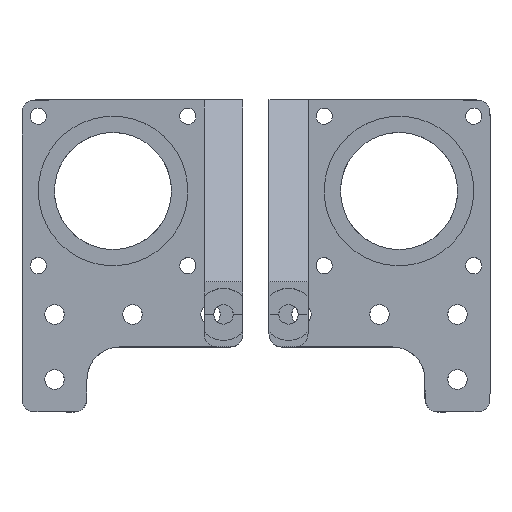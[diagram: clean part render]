
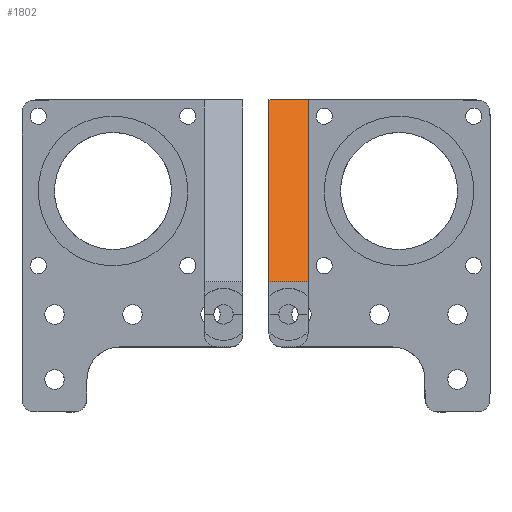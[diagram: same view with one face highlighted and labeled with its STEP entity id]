
A CAD part, top view. The second image highlights one B-rep face of the part: STEP entity #1802.
In plain terms, the highlighted free-form (B-spline) face has degree [1, 1] with [2, 2] control points.
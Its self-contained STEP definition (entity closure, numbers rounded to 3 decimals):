
#24 = VERTEX_POINT('',#25);
#25 = CARTESIAN_POINT('',(2.,20.,6.));
#57 = ( BOUNDED_SURFACE() B_SPLINE_SURFACE(1,2,(
    (#58,#59,#60,#61,#62,#63,#64,#65,#66,#67,#68,#69,#70,#71,#72)
    ,(#73,#74,#75,#76,#77,#78,#79,#80,#81,#82,#83,#84,#85,#86,#87
)),.UNSPECIFIED.,.F.,.F.,.F.) B_SPLINE_SURFACE_WITH_KNOTS((2,2),(3,2,2,2
    ,2,2,2,3),(0.,2.),(493.566,496.566,499.708,
    505.708,508.85,552.85,555.991,
587.991),.UNSPECIFIED.) GEOMETRIC_REPRESENTATION_ITEM() 
RATIONAL_B_SPLINE_SURFACE((
    (1.,1.,1.,0.707,1.,1.,1.,0.707,1.,1.,1.
      ,0.707,1.,1.,1.)
    ,(1.,1.,1.,0.707,1.,1.,1.,0.707,1.,1.,1.
,0.707,1.,1.,1.))) REPRESENTATION_ITEM('') SURFACE() );
#58 = CARTESIAN_POINT('',(26.,-23.,6.));
#59 = CARTESIAN_POINT('',(26.,-24.5,6.));
#60 = CARTESIAN_POINT('',(26.,-26.,6.));
#61 = CARTESIAN_POINT('',(26.,-28.,6.));
#62 = CARTESIAN_POINT('',(28.,-28.,6.));
#63 = CARTESIAN_POINT('',(31.,-28.,6.));
#64 = CARTESIAN_POINT('',(34.,-28.,6.));
#65 = CARTESIAN_POINT('',(36.,-28.,6.));
#66 = CARTESIAN_POINT('',(36.,-26.,6.));
#67 = CARTESIAN_POINT('',(36.,-4.,6.));
#68 = CARTESIAN_POINT('',(36.,18.,6.));
#69 = CARTESIAN_POINT('',(36.,20.,6.));
#70 = CARTESIAN_POINT('',(34.,20.,6.));
#71 = CARTESIAN_POINT('',(18.,20.,6.));
#72 = CARTESIAN_POINT('',(2.,20.,6.));
#73 = CARTESIAN_POINT('',(26.,-23.,4.));
#74 = CARTESIAN_POINT('',(26.,-24.5,4.));
#75 = CARTESIAN_POINT('',(26.,-26.,4.));
#76 = CARTESIAN_POINT('',(26.,-28.,4.));
#77 = CARTESIAN_POINT('',(28.,-28.,4.));
#78 = CARTESIAN_POINT('',(31.,-28.,4.));
#79 = CARTESIAN_POINT('',(34.,-28.,4.));
#80 = CARTESIAN_POINT('',(36.,-28.,4.));
#81 = CARTESIAN_POINT('',(36.,-26.,4.));
#82 = CARTESIAN_POINT('',(36.,-4.,4.));
#83 = CARTESIAN_POINT('',(36.,18.,4.));
#84 = CARTESIAN_POINT('',(36.,20.,4.));
#85 = CARTESIAN_POINT('',(34.,20.,4.));
#86 = CARTESIAN_POINT('',(18.,20.,4.));
#87 = CARTESIAN_POINT('',(2.,20.,4.));
#212 = PLANE('',#213);
#213 = AXIS2_PLACEMENT_3D('',#214,#215,#216);
#214 = CARTESIAN_POINT('',(2.,-8.,6.));
#215 = DIRECTION('',(-1.,0.,0.));
#216 = DIRECTION('',(0.,1.,0.));
#290 = EDGE_CURVE('',#291,#24,#293,.T.);
#291 = VERTEX_POINT('',#292);
#292 = CARTESIAN_POINT('',(8.,20.,6.));
#293 = SURFACE_CURVE('',#294,(#298,#304),.PCURVE_S1.);
#294 = LINE('',#295,#296);
#295 = CARTESIAN_POINT('',(2.,20.,6.));
#296 = VECTOR('',#297,1.);
#297 = DIRECTION('',(-1.,0.,0.));
#298 = PCURVE('',#57,#299);
#299 = DEFINITIONAL_REPRESENTATION('',(#300),#303);
#300 = B_SPLINE_CURVE_WITH_KNOTS('',1,(#301,#302),.UNSPECIFIED.,.F.,.F.,
  (2,2),(-6.,0.),.PIECEWISE_BEZIER_KNOTS.);
#301 = CARTESIAN_POINT('',(0.,581.991));
#302 = CARTESIAN_POINT('',(0.,587.991));
#303 = ( GEOMETRIC_REPRESENTATION_CONTEXT(2) 
PARAMETRIC_REPRESENTATION_CONTEXT() REPRESENTATION_CONTEXT('2D SPACE',''
  ) );
#304 = PCURVE('',#305,#310);
#305 = B_SPLINE_SURFACE_WITH_KNOTS('',1,1,(
    (#306,#307)
    ,(#308,#309
    )),.UNSPECIFIED.,.F.,.F.,.F.,(2,2),(2,2),(-68.249,-36.),(0.,
    6.),.PIECEWISE_BEZIER_KNOTS.);
#306 = CARTESIAN_POINT('',(2.,20.,6.));
#307 = CARTESIAN_POINT('',(8.,20.,6.));
#308 = CARTESIAN_POINT('',(2.,-8.,22.));
#309 = CARTESIAN_POINT('',(8.,-8.,22.));
#310 = DEFINITIONAL_REPRESENTATION('',(#311),#314);
#311 = B_SPLINE_CURVE_WITH_KNOTS('',1,(#312,#313),.UNSPECIFIED.,.F.,.F.,
  (2,2),(-6.,0.),.PIECEWISE_BEZIER_KNOTS.);
#312 = CARTESIAN_POINT('',(-68.249,6.));
#313 = CARTESIAN_POINT('',(-68.249,0.));
#314 = ( GEOMETRIC_REPRESENTATION_CONTEXT(2) 
PARAMETRIC_REPRESENTATION_CONTEXT() REPRESENTATION_CONTEXT('2D SPACE',''
  ) );
#1527 = PLANE('',#1528);
#1528 = AXIS2_PLACEMENT_3D('',#1529,#1530,#1531);
#1529 = CARTESIAN_POINT('',(8.,-8.,6.));
#1530 = DIRECTION('',(1.,-0.,0.));
#1531 = DIRECTION('',(0.,0.,-1.));
#1802 = ADVANCED_FACE('',(#1803),#305,.T.);
#1803 = FACE_BOUND('',#1804,.T.);
#1804 = EDGE_LOOP('',(#1805,#1825,#1851,#1869));
#1805 = ORIENTED_EDGE('',*,*,#1806,.F.);
#1806 = EDGE_CURVE('',#1807,#24,#1809,.T.);
#1807 = VERTEX_POINT('',#1808);
#1808 = CARTESIAN_POINT('',(2.,-8.,22.));
#1809 = SURFACE_CURVE('',#1810,(#1813,#1819),.PCURVE_S1.);
#1810 = B_SPLINE_CURVE_WITH_KNOTS('',1,(#1811,#1812),.UNSPECIFIED.,.F.,
  .F.,(2,2),(36.,68.249),.PIECEWISE_BEZIER_KNOTS.);
#1811 = CARTESIAN_POINT('',(2.,-8.,22.));
#1812 = CARTESIAN_POINT('',(2.,20.,6.));
#1813 = PCURVE('',#305,#1814);
#1814 = DEFINITIONAL_REPRESENTATION('',(#1815),#1818);
#1815 = B_SPLINE_CURVE_WITH_KNOTS('',1,(#1816,#1817),.UNSPECIFIED.,.F.,
  .F.,(2,2),(36.,68.249),.PIECEWISE_BEZIER_KNOTS.);
#1816 = CARTESIAN_POINT('',(-36.,0.));
#1817 = CARTESIAN_POINT('',(-68.249,0.));
#1818 = ( GEOMETRIC_REPRESENTATION_CONTEXT(2) 
PARAMETRIC_REPRESENTATION_CONTEXT() REPRESENTATION_CONTEXT('2D SPACE',''
  ) );
#1819 = PCURVE('',#212,#1820);
#1820 = DEFINITIONAL_REPRESENTATION('',(#1821),#1824);
#1821 = B_SPLINE_CURVE_WITH_KNOTS('',1,(#1822,#1823),.UNSPECIFIED.,.F.,
  .F.,(2,2),(36.,68.249),.PIECEWISE_BEZIER_KNOTS.);
#1822 = CARTESIAN_POINT('',(0.,-16.));
#1823 = CARTESIAN_POINT('',(28.,0.));
#1824 = ( GEOMETRIC_REPRESENTATION_CONTEXT(2) 
PARAMETRIC_REPRESENTATION_CONTEXT() REPRESENTATION_CONTEXT('2D SPACE',''
  ) );
#1825 = ORIENTED_EDGE('',*,*,#1826,.F.);
#1826 = EDGE_CURVE('',#1827,#1807,#1829,.T.);
#1827 = VERTEX_POINT('',#1828);
#1828 = CARTESIAN_POINT('',(8.,-8.,22.));
#1829 = SURFACE_CURVE('',#1830,(#1834,#1840),.PCURVE_S1.);
#1830 = LINE('',#1831,#1832);
#1831 = CARTESIAN_POINT('',(2.,-8.,22.));
#1832 = VECTOR('',#1833,1.);
#1833 = DIRECTION('',(-1.,0.,0.));
#1834 = PCURVE('',#305,#1835);
#1835 = DEFINITIONAL_REPRESENTATION('',(#1836),#1839);
#1836 = B_SPLINE_CURVE_WITH_KNOTS('',1,(#1837,#1838),.UNSPECIFIED.,.F.,
  .F.,(2,2),(-6.,0.),.PIECEWISE_BEZIER_KNOTS.);
#1837 = CARTESIAN_POINT('',(-36.,6.));
#1838 = CARTESIAN_POINT('',(-36.,0.));
#1839 = ( GEOMETRIC_REPRESENTATION_CONTEXT(2) 
PARAMETRIC_REPRESENTATION_CONTEXT() REPRESENTATION_CONTEXT('2D SPACE',''
  ) );
#1840 = PCURVE('',#1841,#1846);
#1841 = B_SPLINE_SURFACE_WITH_KNOTS('',1,1,(
    (#1842,#1843)
    ,(#1844,#1845
    )),.UNSPECIFIED.,.F.,.F.,.F.,(2,2),(2,2),(-36.,-26.),(0.,6.),
  .PIECEWISE_BEZIER_KNOTS.);
#1842 = CARTESIAN_POINT('',(2.,-8.,22.));
#1843 = CARTESIAN_POINT('',(8.,-8.,22.));
#1844 = CARTESIAN_POINT('',(2.,-18.,22.));
#1845 = CARTESIAN_POINT('',(8.,-18.,22.));
#1846 = DEFINITIONAL_REPRESENTATION('',(#1847),#1850);
#1847 = B_SPLINE_CURVE_WITH_KNOTS('',1,(#1848,#1849),.UNSPECIFIED.,.F.,
  .F.,(2,2),(-6.,0.),.PIECEWISE_BEZIER_KNOTS.);
#1848 = CARTESIAN_POINT('',(-36.,6.));
#1849 = CARTESIAN_POINT('',(-36.,0.));
#1850 = ( GEOMETRIC_REPRESENTATION_CONTEXT(2) 
PARAMETRIC_REPRESENTATION_CONTEXT() REPRESENTATION_CONTEXT('2D SPACE',''
  ) );
#1851 = ORIENTED_EDGE('',*,*,#1852,.T.);
#1852 = EDGE_CURVE('',#1827,#291,#1853,.T.);
#1853 = SURFACE_CURVE('',#1854,(#1857,#1863),.PCURVE_S1.);
#1854 = B_SPLINE_CURVE_WITH_KNOTS('',1,(#1855,#1856),.UNSPECIFIED.,.F.,
  .F.,(2,2),(36.,68.249),.PIECEWISE_BEZIER_KNOTS.);
#1855 = CARTESIAN_POINT('',(8.,-8.,22.));
#1856 = CARTESIAN_POINT('',(8.,20.,6.));
#1857 = PCURVE('',#305,#1858);
#1858 = DEFINITIONAL_REPRESENTATION('',(#1859),#1862);
#1859 = B_SPLINE_CURVE_WITH_KNOTS('',1,(#1860,#1861),.UNSPECIFIED.,.F.,
  .F.,(2,2),(36.,68.249),.PIECEWISE_BEZIER_KNOTS.);
#1860 = CARTESIAN_POINT('',(-36.,6.));
#1861 = CARTESIAN_POINT('',(-68.249,6.));
#1862 = ( GEOMETRIC_REPRESENTATION_CONTEXT(2) 
PARAMETRIC_REPRESENTATION_CONTEXT() REPRESENTATION_CONTEXT('2D SPACE',''
  ) );
#1863 = PCURVE('',#1527,#1864);
#1864 = DEFINITIONAL_REPRESENTATION('',(#1865),#1868);
#1865 = B_SPLINE_CURVE_WITH_KNOTS('',1,(#1866,#1867),.UNSPECIFIED.,.F.,
  .F.,(2,2),(36.,68.249),.PIECEWISE_BEZIER_KNOTS.);
#1866 = CARTESIAN_POINT('',(-16.,0.));
#1867 = CARTESIAN_POINT('',(0.,28.));
#1868 = ( GEOMETRIC_REPRESENTATION_CONTEXT(2) 
PARAMETRIC_REPRESENTATION_CONTEXT() REPRESENTATION_CONTEXT('2D SPACE',''
  ) );
#1869 = ORIENTED_EDGE('',*,*,#290,.T.);
